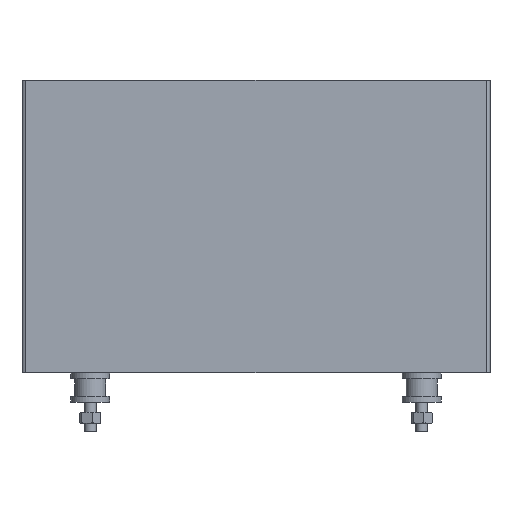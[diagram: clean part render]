
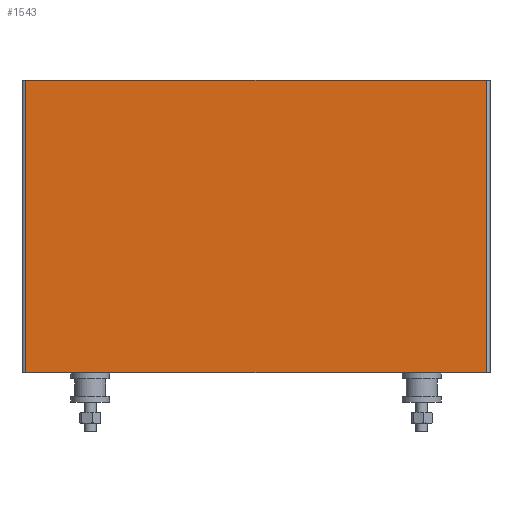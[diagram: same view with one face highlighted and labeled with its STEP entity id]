
A CAD part, front view. The second image highlights one B-rep face of the part: STEP entity #1543.
In plain terms, the highlighted planar face has unit normal (0, -1, 0).
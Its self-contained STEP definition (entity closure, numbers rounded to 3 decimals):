
#6 = AXIS2_PLACEMENT_3D ( 'NONE', #817, #1043, #2953 ) ;
#186 = DIRECTION ( 'NONE',  ( 0., 0., -1. ) ) ;
#268 = LINE ( 'NONE', #3239, #1540 ) ;
#410 = CARTESIAN_POINT ( 'NONE',  ( -118., -235., 75. ) ) ;
#509 = FACE_OUTER_BOUND ( 'NONE', #4673, .T. ) ;
#642 = LINE ( 'NONE', #410, #3488 ) ;
#732 = EDGE_CURVE ( 'NONE', #2024, #2529, #1201, .T. ) ;
#751 = CARTESIAN_POINT ( 'NONE',  ( -118., -235., -75. ) ) ;
#755 = LINE ( 'NONE', #1211, #2209 ) ;
#817 = CARTESIAN_POINT ( 'NONE',  ( -120., -235., 75. ) ) ;
#981 = DIRECTION ( 'NONE',  ( 1., 0., 0. ) ) ;
#1043 = DIRECTION ( 'NONE',  ( 0., 1., 0. ) ) ;
#1166 = EDGE_CURVE ( 'NONE', #2732, #3041, #642, .T. ) ;
#1201 = LINE ( 'NONE', #3975, #4338 ) ;
#1211 = CARTESIAN_POINT ( 'NONE',  ( -120., -235., -75. ) ) ;
#1540 = VECTOR ( 'NONE', #4203, 1000. ) ;
#1543 = ADVANCED_FACE ( 'NONE', ( #509 ), #3184, .F. ) ;
#1667 = CARTESIAN_POINT ( 'NONE',  ( -118., -235., 75. ) ) ;
#1669 = ORIENTED_EDGE ( 'NONE', *, *, #3067, .T. ) ;
#1966 = CARTESIAN_POINT ( 'NONE',  ( 118., -235., -75. ) ) ;
#2024 = VERTEX_POINT ( 'NONE', #1966 ) ;
#2209 = VECTOR ( 'NONE', #981, 1000. ) ;
#2529 = VERTEX_POINT ( 'NONE', #3616 ) ;
#2732 = VERTEX_POINT ( 'NONE', #1667 ) ;
#2743 = EDGE_CURVE ( 'NONE', #2732, #2529, #268, .T. ) ;
#2953 = DIRECTION ( 'NONE',  ( 0., 0., 1. ) ) ;
#3041 = VERTEX_POINT ( 'NONE', #751 ) ;
#3067 = EDGE_CURVE ( 'NONE', #3041, #2024, #755, .T. ) ;
#3105 = DIRECTION ( 'NONE',  ( 0., 0., 1. ) ) ;
#3184 = PLANE ( 'NONE',  #6 ) ;
#3239 = CARTESIAN_POINT ( 'NONE',  ( -120., -235., 75. ) ) ;
#3397 = ORIENTED_EDGE ( 'NONE', *, *, #2743, .F. ) ;
#3488 = VECTOR ( 'NONE', #186, 1000. ) ;
#3616 = CARTESIAN_POINT ( 'NONE',  ( 118., -235., 75. ) ) ;
#3975 = CARTESIAN_POINT ( 'NONE',  ( 118., -235., 75. ) ) ;
#4203 = DIRECTION ( 'NONE',  ( 1., 0., 0. ) ) ;
#4334 = ORIENTED_EDGE ( 'NONE', *, *, #1166, .T. ) ;
#4338 = VECTOR ( 'NONE', #3105, 1000. ) ;
#4673 = EDGE_LOOP ( 'NONE', ( #3397, #4334, #1669, #4792 ) ) ;
#4792 = ORIENTED_EDGE ( 'NONE', *, *, #732, .T. ) ;
